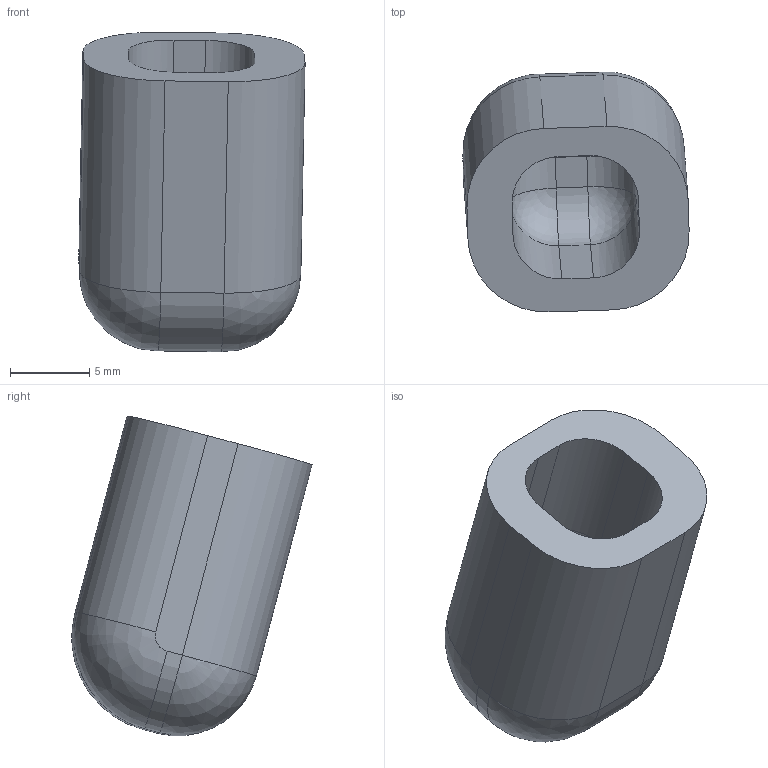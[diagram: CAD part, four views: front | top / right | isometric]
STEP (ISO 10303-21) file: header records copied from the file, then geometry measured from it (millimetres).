
FILE_DESCRIPTION(/* description */ (''),/* implementation_level */ '2;1');
FILE_NAME(/* name */ '7a591bbb-4558-46a1-862c-117d5805e792.stp',/* time_stamp */ '2019-03-12T20:47:05+01:00',/* author */ (''),/* organization */ (''),/* preprocessor_version */ 'ST-DEVELOPER v17.2',/* originating_system */ 'Autodesk Translation Framework v7.6.0.251',/* authorisation */ '');
FILE_SCHEMA (('AUTOMOTIVE_DESIGN { 1 0 10303 214 3 1 1 }'));
Length unit declared in the file: millimetre
Products named in the file (1): ThumbTip
Bounding box: 14.3 x 15.18 x 20.19 mm (x, y, z)
Volume: 1949.1 mm3; surface area: 1260 mm2
Topology: 1 solids, 1 shells, 35 faces, 80 edges, 42 vertices
Faces by surface type: cylinder 16, plane 11, sphere 6, bspline 2
Entity records: 974 total; most frequent: DIRECTION 176, CARTESIAN_POINT 168, ORIENTED_EDGE 148, EDGE_CURVE 74, AXIS2_PLACEMENT_3D 68, VERTEX_POINT 42, LINE 40, VECTOR 40
